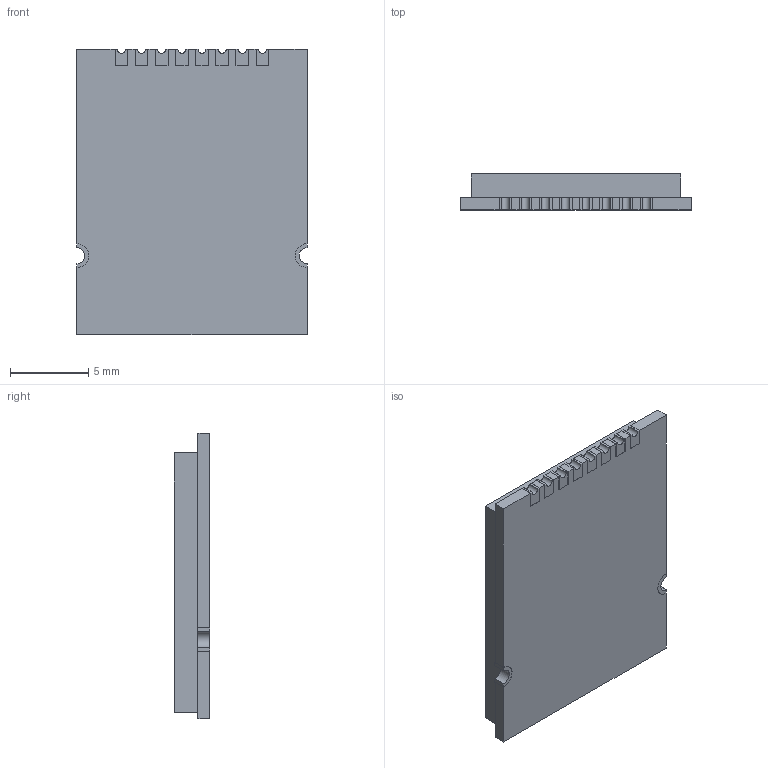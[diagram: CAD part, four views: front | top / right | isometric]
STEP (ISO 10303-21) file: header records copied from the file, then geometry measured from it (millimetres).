
FILE_DESCRIPTION(('FreeCAD Model'),'2;1');
FILE_NAME('Open CASCADE Shape Model','2025-05-02T22:28:47',('FreeCAD'),( 'FreeCAD'),'Open CASCADE STEP processor 7.6','FreeCAD','Unknown');
FILE_SCHEMA(('AUTOMOTIVE_DESIGN { 1 0 10303 214 1 1 1 1 }'));
Length unit declared in the file: millimetre
Products named in the file (1): Open CASCADE STEP translator 7.6 1
Bounding box: 14.73 x 2.29 x 18.26 mm (x, y, z)
Volume: 517 mm3; surface area: 1121.9 mm2
Topology: 7 solids, 7 shells, 161 faces, 436 edges, 287 vertices
Faces by surface type: bspline 161
Entity records: 4696 total; most frequent: CARTESIAN_POINT 2062, ORIENTED_EDGE 868, EDGE_CURVE 434, B_SPLINE_CURVE_WITH_KNOTS 390, VERTEX_POINT 287, FACE_BOUND 163, EDGE_LOOP 163, ADVANCED_FACE 161
